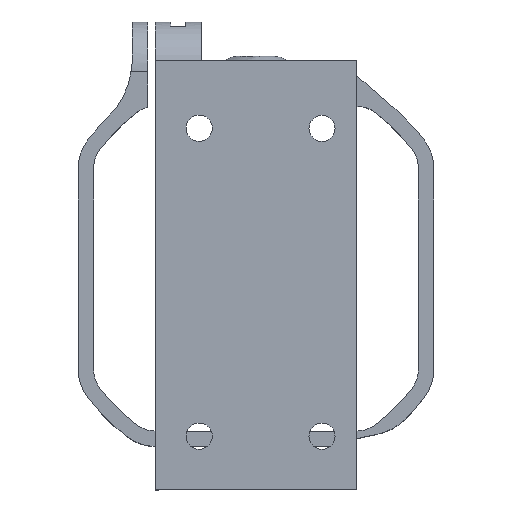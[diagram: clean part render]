
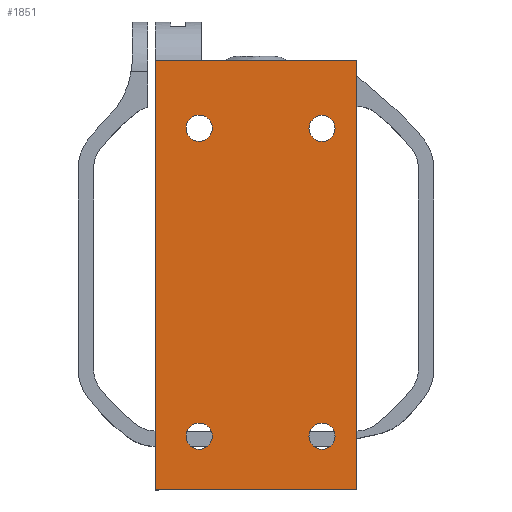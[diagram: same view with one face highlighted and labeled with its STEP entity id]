
A CAD part, top view. The second image highlights one B-rep face of the part: STEP entity #1851.
In plain terms, the highlighted planar face has unit normal (0, 0, 1).
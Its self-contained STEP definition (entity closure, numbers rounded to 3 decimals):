
#85=FACE_BOUND('',#340,.T.);
#86=FACE_BOUND('',#341,.T.);
#87=FACE_BOUND('',#342,.T.);
#88=FACE_BOUND('',#343,.T.);
#130=PLANE('',#2060);
#221=FACE_OUTER_BOUND('',#339,.T.);
#339=EDGE_LOOP('',(#1645,#1646,#1647,#1648));
#340=EDGE_LOOP('',(#1649));
#341=EDGE_LOOP('',(#1650));
#342=EDGE_LOOP('',(#1651));
#343=EDGE_LOOP('',(#1652));
#498=LINE('',#3151,#642);
#499=LINE('',#3153,#643);
#500=LINE('',#3155,#644);
#501=LINE('',#3156,#645);
#642=VECTOR('',#2563,10.);
#643=VECTOR('',#2564,10.);
#644=VECTOR('',#2565,10.);
#645=VECTOR('',#2566,10.);
#763=CIRCLE('',#2061,1.7);
#764=CIRCLE('',#2062,1.7);
#765=CIRCLE('',#2063,1.7);
#766=CIRCLE('',#2064,1.7);
#930=VERTEX_POINT('',#3149);
#931=VERTEX_POINT('',#3150);
#932=VERTEX_POINT('',#3152);
#933=VERTEX_POINT('',#3154);
#934=VERTEX_POINT('',#3157);
#935=VERTEX_POINT('',#3159);
#936=VERTEX_POINT('',#3161);
#937=VERTEX_POINT('',#3163);
#1177=EDGE_CURVE('',#930,#931,#498,.T.);
#1178=EDGE_CURVE('',#931,#932,#499,.T.);
#1179=EDGE_CURVE('',#932,#933,#500,.T.);
#1180=EDGE_CURVE('',#933,#930,#501,.T.);
#1181=EDGE_CURVE('',#934,#934,#763,.T.);
#1182=EDGE_CURVE('',#935,#935,#764,.T.);
#1183=EDGE_CURVE('',#936,#936,#765,.T.);
#1184=EDGE_CURVE('',#937,#937,#766,.T.);
#1645=ORIENTED_EDGE('',*,*,#1177,.T.);
#1646=ORIENTED_EDGE('',*,*,#1178,.T.);
#1647=ORIENTED_EDGE('',*,*,#1179,.T.);
#1648=ORIENTED_EDGE('',*,*,#1180,.T.);
#1649=ORIENTED_EDGE('',*,*,#1181,.T.);
#1650=ORIENTED_EDGE('',*,*,#1182,.T.);
#1651=ORIENTED_EDGE('',*,*,#1183,.T.);
#1652=ORIENTED_EDGE('',*,*,#1184,.T.);
#1851=ADVANCED_FACE('',(#221,#85,#86,#87,#88),#130,.F.);
#2060=AXIS2_PLACEMENT_3D('',#3148,#2561,#2562);
#2061=AXIS2_PLACEMENT_3D('',#3158,#2567,#2568);
#2062=AXIS2_PLACEMENT_3D('',#3160,#2569,#2570);
#2063=AXIS2_PLACEMENT_3D('',#3162,#2571,#2572);
#2064=AXIS2_PLACEMENT_3D('',#3164,#2573,#2574);
#2561=DIRECTION('center_axis',(0.,0.,
-1.));
#2562=DIRECTION('ref_axis',(0.,-1.,0.));
#2563=DIRECTION('',(0.,-1.,0.));
#2564=DIRECTION('',(1.,0.,0.));
#2565=DIRECTION('',(0.,1.,0.));
#2566=DIRECTION('',(-1.,0.,0.));
#2567=DIRECTION('center_axis',(0.,0.,
-1.));
#2568=DIRECTION('ref_axis',(1.,0.,0.));
#2569=DIRECTION('center_axis',(0.,0.,
-1.));
#2570=DIRECTION('ref_axis',(1.,0.,0.));
#2571=DIRECTION('center_axis',(0.,0.,
-1.));
#2572=DIRECTION('ref_axis',(1.,0.,0.));
#2573=DIRECTION('center_axis',(0.,0.,
-1.));
#2574=DIRECTION('ref_axis',(1.,0.,0.));
#3148=CARTESIAN_POINT('Origin',(-4.,77.95,59.329));
#3149=CARTESIAN_POINT('',(-17.132,106.45,59.329));
#3150=CARTESIAN_POINT('',(-17.132,50.45,59.329));
#3151=CARTESIAN_POINT('',(-17.132,105.45,59.329));
#3152=CARTESIAN_POINT('',(9.132,50.45,59.329));
#3153=CARTESIAN_POINT('',(-4.,50.45,59.329));
#3154=CARTESIAN_POINT('',(9.132,106.45,59.329));
#3155=CARTESIAN_POINT('',(9.132,77.95,59.329));
#3156=CARTESIAN_POINT('',(-4.,106.45,59.329));
#3157=CARTESIAN_POINT('',(2.904,97.541,59.329));
#3158=CARTESIAN_POINT('Origin',(4.604,97.541,59.329));
#3159=CARTESIAN_POINT('',(2.904,57.45,59.329));
#3160=CARTESIAN_POINT('Origin',(4.604,57.45,59.329));
#3161=CARTESIAN_POINT('',(-13.1,97.57,59.329));
#3162=CARTESIAN_POINT('Origin',(-11.4,97.57,59.329));
#3163=CARTESIAN_POINT('',(-13.1,57.45,59.329));
#3164=CARTESIAN_POINT('Origin',(-11.4,57.45,59.329));
